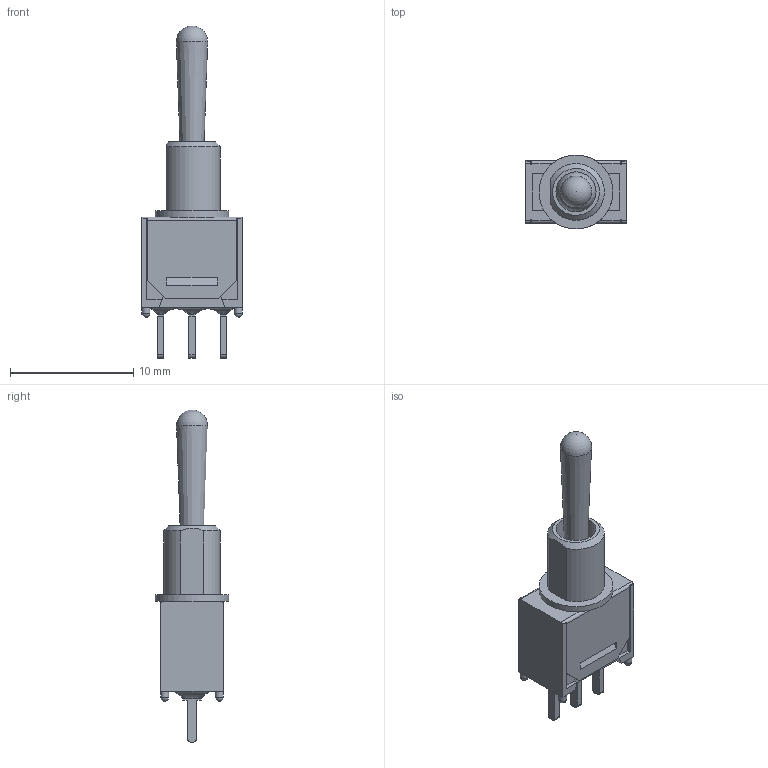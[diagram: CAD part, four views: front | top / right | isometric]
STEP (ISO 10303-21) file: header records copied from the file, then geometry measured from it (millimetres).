
FILE_DESCRIPTION((' '),'2;1');
FILE_NAME('200MSPxT1B1M2xE.stp','2017-07-19T14:54:52',(' '),(' '),' ','ACIS',' ');
FILE_SCHEMA(('CONFIG_CONTROL_DESIGN'));
Length unit declared in the file: inch
Products named in the file (1): 200MSPxT1B1M2xE.stp
Bounding box: 8.13 x 6 x 26.93 mm (x, y, z)
Volume: 288.1 mm3; surface area: 782 mm2
Topology: 2 solids, 3 shells, 139 faces, 375 edges, 241 vertices
Faces by surface type: plane 102, cylinder 21, bspline 8, sphere 6, cone 2
Full cylindrical faces by diameter (mm): 0.65 x4, 3.25 x1, 6 x1
Entity records: 5295 total; most frequent: CARTESIAN_POINT 1891, ORIENTED_EDGE 700, DIRECTION 632, EDGE_CURVE 350, VECTOR 260, LINE 260, VERTEX_POINT 230, AXIS2_PLACEMENT_3D 186
